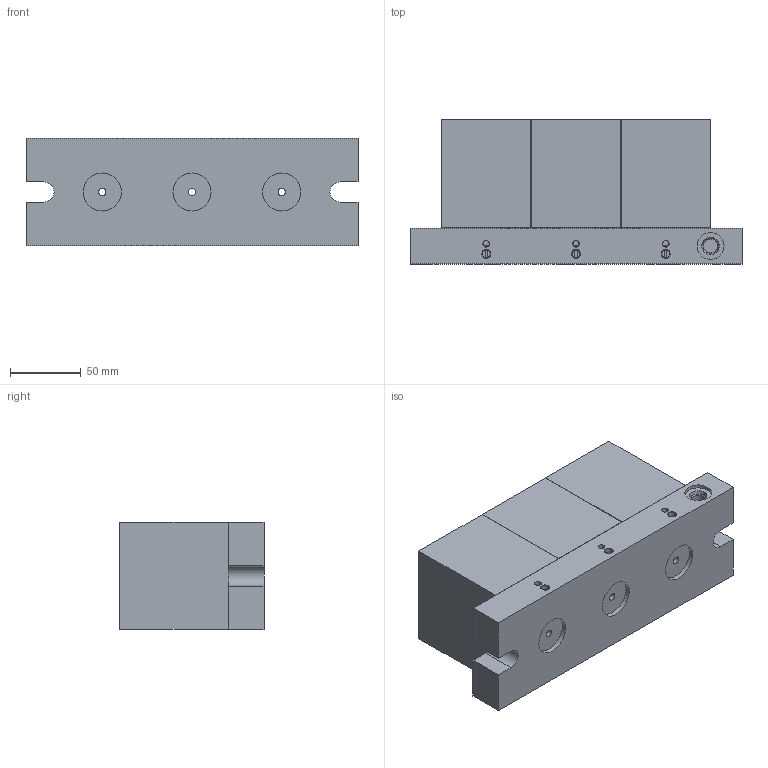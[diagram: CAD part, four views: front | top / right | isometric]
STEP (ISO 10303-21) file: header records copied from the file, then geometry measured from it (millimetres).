
FILE_DESCRIPTION((''),'2;1');
FILE_NAME('ILC15511903','2023-05-03T10:00:31',('rkuestersteffen'),(''),'CREO PARAMETRIC BY PTC INC, 2021164','CREO PARAMETRIC BY PTC INC, 2021164','');
FILE_SCHEMA(('AUTOMOTIVE_DESIGN { 1 0 10303 214 1 1 1 1 }'));
Length unit declared in the file: inch
Products named in the file (1): ILC15511903
Bounding box: 234.95 x 101.93 x 76.2 mm (x, y, z)
Volume: 1314265.8 mm3; surface area: 178500.7 mm2
Topology: 4 solids, 7 shells, 523 faces, 1879 edges, 1402 vertices
Faces by surface type: plane 429, cylinder 67, cone 21, torus 6
Entity records: 20924 total; most frequent: CARTESIAN_POINT 3506, DIRECTION 3144, ORIENTED_EDGE 2808, VECTOR 1705, LINE 1705, EDGE_CURVE 1407, VERTEX_POINT 930, AXIS2_PLACEMENT_3D 718
